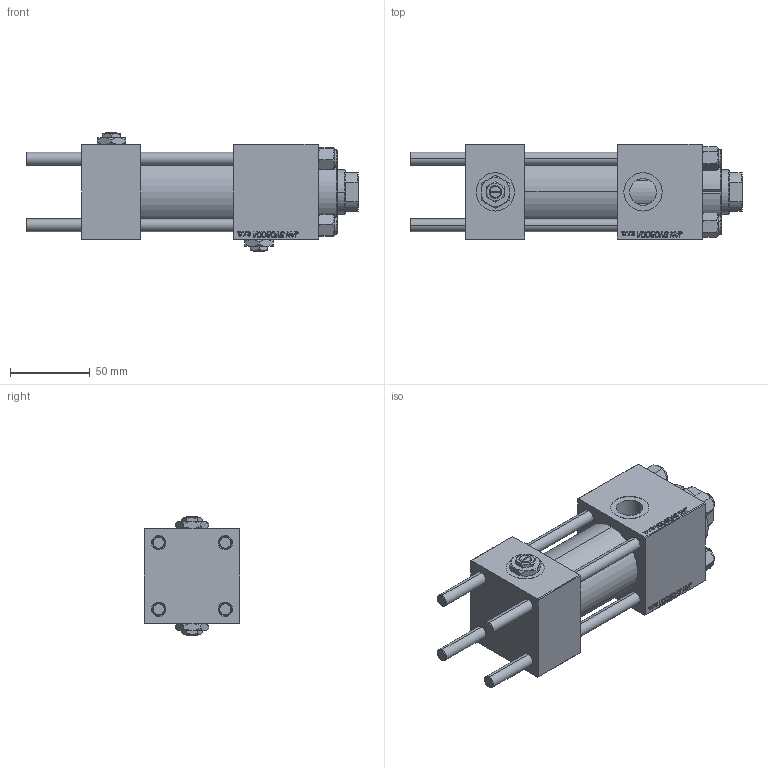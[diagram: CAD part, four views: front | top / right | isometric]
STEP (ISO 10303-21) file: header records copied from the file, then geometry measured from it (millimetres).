
FILE_DESCRIPTION (( 'STEP AP203' ), '1' );
FILE_NAME ('904f.STEP', '2022-04-29T08:35:14', ( '' ), ( '' ), 'SwSTEP 2.0', 'SolidWorks 2019', '' );
FILE_SCHEMA (( 'CONFIG_CONTROL_DESIGN' ));
Length unit declared in the file: millimetre
Products named in the file (7): V215CR_BODY_A bb282b4e692deb5b63267d966d3bc9ff; NUT_M5 bb282b4e692deb5b63267d966d3bc9ff; CR025_012_A_0_G_A_G_M_020_+#_##_TYCINKA bb282b4e692deb5b63267d966d3bc9ff; V215_VC_A bb282b4e692deb5b63267d966d3bc9ff; Zatka_pro_OIL_PORT bb282b4e692deb5b63267d966d3bc9ff; V215CR_VCP bb282b4e692deb5b63267d966d3bc9ff; 904f
Assembly tree (13 placements, depth 2):
  904f
    V215CR_BODY_A bb282b4e692deb5b63267d966d3bc9ff
    CR025_012_A_0_G_A_G_M_020_+#_##_TYCINKA bb282b4e692deb5b63267d966d3bc9ff  x4
    NUT_M5 bb282b4e692deb5b63267d966d3bc9ff  x4
    V215CR_VCP bb282b4e692deb5b63267d966d3bc9ff
    V215_VC_A bb282b4e692deb5b63267d966d3bc9ff
    Zatka_pro_OIL_PORT bb282b4e692deb5b63267d966d3bc9ff  x2
Bounding box: 208 x 60 x 74 mm (x, y, z)
Volume: 432146 mm3; surface area: 123152.3 mm2
Topology: 13 solids, 13 shells, 1241 faces, 3109 edges, 2009 vertices
Faces by surface type: plane 571, bspline 392, cone 178, cylinder 92, torus 8
Entity records: 52172 total; most frequent: CARTESIAN_POINT 27706, ORIENTED_EDGE 5518, DIRECTION 3533, EDGE_CURVE 2759, VERTEX_POINT 1807, VECTOR 1637, LINE 1637, EDGE_LOOP 1214
